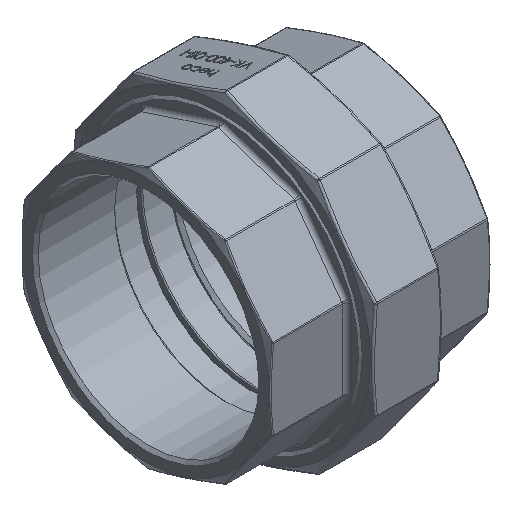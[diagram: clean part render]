
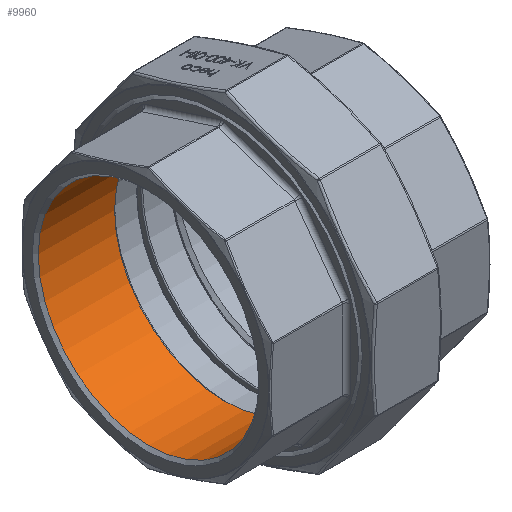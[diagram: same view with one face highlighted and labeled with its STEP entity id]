
A CAD part, isometric view. The second image highlights one B-rep face of the part: STEP entity #9960.
In plain terms, the highlighted cylindrical face has radius 55.035 mm (diameter 110.07 mm), a full revolution.
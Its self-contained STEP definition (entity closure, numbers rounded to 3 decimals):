
#815 = CIRCLE ( 'NONE', #7910, 55.035 ) ;
#1339 = ORIENTED_EDGE ( 'NONE', *, *, #7423, .F. ) ;
#3495 = CYLINDRICAL_SURFACE ( 'NONE', #9229, 55.035 ) ;
#7423 = EDGE_CURVE ( 'NONE', #9775, #9775, #7740, .T. ) ;
#7740 = CIRCLE ( 'NONE', #21516, 55.035 ) ;
#7910 = AXIS2_PLACEMENT_3D ( 'NONE', #10077, #10443, #10565 ) ;
#9181 = DIRECTION ( 'NONE',  ( 0., 1., 0. ) ) ;
#9229 = AXIS2_PLACEMENT_3D ( 'NONE', #18308, #11161, #9181 ) ;
#9359 = DIRECTION ( 'NONE',  ( 1., 0., 0. ) ) ;
#9775 = VERTEX_POINT ( 'NONE', #17271 ) ;
#9960 = ADVANCED_FACE ( 'NONE', ( #24383, #16432 ), #3495, .F. ) ;
#10077 = CARTESIAN_POINT ( 'NONE',  ( -20.48, 0., 0. ) ) ;
#10443 = DIRECTION ( 'NONE',  ( 1., 0., 0. ) ) ;
#10565 = DIRECTION ( 'NONE',  ( 0., 1., 0. ) ) ;
#11161 = DIRECTION ( 'NONE',  ( 1., 0., 0. ) ) ;
#11336 = DIRECTION ( 'NONE',  ( 0., 1., 0. ) ) ;
#12270 = ORIENTED_EDGE ( 'NONE', *, *, #22077, .T. ) ;
#12750 = VERTEX_POINT ( 'NONE', #21602 ) ;
#16432 = FACE_OUTER_BOUND ( 'NONE', #21825, .T. ) ;
#17271 = CARTESIAN_POINT ( 'NONE',  ( -58.52, 55.035, 0. ) ) ;
#18308 = CARTESIAN_POINT ( 'NONE',  ( 0., 0., 0. ) ) ;
#21297 = EDGE_LOOP ( 'NONE', ( #12270 ) ) ;
#21516 = AXIS2_PLACEMENT_3D ( 'NONE', #22203, #9359, #11336 ) ;
#21602 = CARTESIAN_POINT ( 'NONE',  ( -20.48, 55.035, 0. ) ) ;
#21825 = EDGE_LOOP ( 'NONE', ( #1339 ) ) ;
#22077 = EDGE_CURVE ( 'NONE', #12750, #12750, #815, .T. ) ;
#22203 = CARTESIAN_POINT ( 'NONE',  ( -58.52, 0., 0. ) ) ;
#24383 = FACE_OUTER_BOUND ( 'NONE', #21297, .T. ) ;
